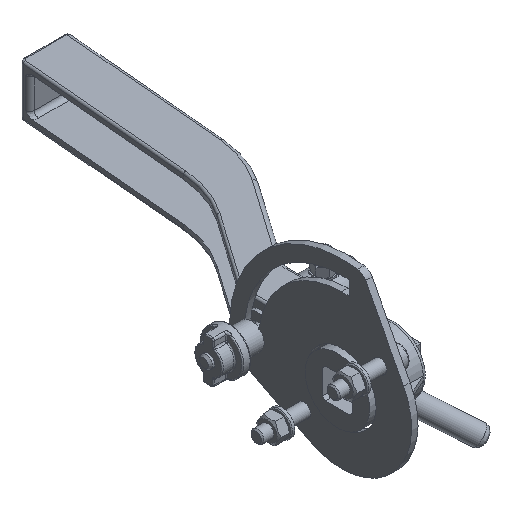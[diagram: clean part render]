
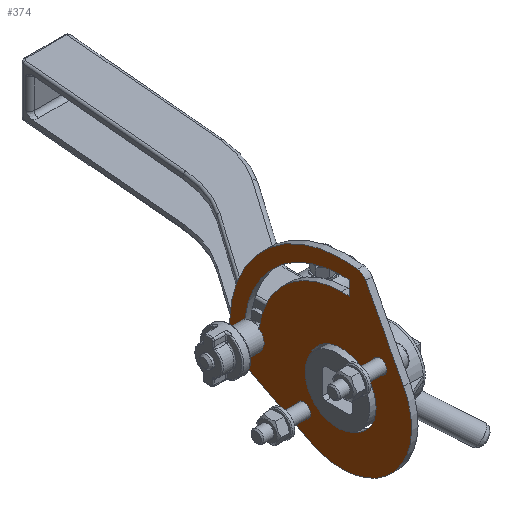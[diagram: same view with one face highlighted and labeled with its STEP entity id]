
A CAD part, isometric view. The second image highlights one B-rep face of the part: STEP entity #374.
In plain terms, the highlighted planar face has unit normal (-1, 0, 0).
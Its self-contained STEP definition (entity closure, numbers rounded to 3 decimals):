
#73=CARTESIAN_POINT('',(0.,38.401,4.801));
#74=VERTEX_POINT('',#73);
#93=CARTESIAN_POINT('',(0.,45.001,5.196));
#94=VERTEX_POINT('',#93);
#194=CARTESIAN_POINT('',(0.,42.0,0.));
#195=DIRECTION('',(1.,0.,0.));
#196=DIRECTION('',(0.,-0.993,0.117));
#197=AXIS2_PLACEMENT_3D('',#194,#195,#196);
#198=CIRCLE('',#197,6.0);
#199=EDGE_CURVE('',#74,#94,#198,.T.);
#239=CARTESIAN_POINT('',(0.0,8.589,8.589));
#240=DIRECTION('',(1.0,0.0,0.0));
#241=DIRECTION('',(0.0,0.0,-1.0));
#242=AXIS2_PLACEMENT_3D('',#239,#240,#241);
#243=PLANE('',#242);
#244=CARTESIAN_POINT('',(0.0,-7.431,51.466));
#245=VERTEX_POINT('',#244);
#246=CARTESIAN_POINT('',(0.0,-11.148,48.834));
#247=VERTEX_POINT('',#246);
#248=CARTESIAN_POINT('',(0.0,-6.716,46.518));
#249=DIRECTION('',(1.,0.0,0.0));
#250=DIRECTION('',(0.0,-0.578,0.816));
#251=AXIS2_PLACEMENT_3D('',#248,#249,#250);
#252=CIRCLE('',#251,5.);
#253=EDGE_CURVE('',#245,#247,#252,.T.);
#254=ORIENTED_EDGE('',*,*,#253,.F.);
#255=CARTESIAN_POINT('',(0.0,51.466,-7.431));
#256=VERTEX_POINT('',#255);
#257=CARTESIAN_POINT('',(0.0,0.0,0.0));
#258=DIRECTION('',(-1.0,0.0,0.0));
#259=DIRECTION('',(0.0,-0.981,0.192));
#260=AXIS2_PLACEMENT_3D('',#257,#258,#259);
#261=CIRCLE('',#260,52.);
#262=EDGE_CURVE('',#245,#256,#261,.T.);
#263=ORIENTED_EDGE('',*,*,#262,.T.);
#264=CARTESIAN_POINT('',(0.0,48.834,-11.148));
#265=VERTEX_POINT('',#264);
#266=CARTESIAN_POINT('',(0.0,46.518,-6.716));
#267=DIRECTION('',(1.,0.0,0.0));
#268=DIRECTION('',(0.0,0.816,-0.578));
#269=AXIS2_PLACEMENT_3D('',#266,#267,#268);
#270=CIRCLE('',#269,5.);
#271=EDGE_CURVE('',#265,#256,#270,.T.);
#272=ORIENTED_EDGE('',*,*,#271,.F.);
#273=CARTESIAN_POINT('',(0.0,15.054,-28.803));
#274=VERTEX_POINT('',#273);
#275=CARTESIAN_POINT('',(0.0,48.834,-11.148));
#276=DIRECTION('',(0.0,-0.886,-0.463));
#277=VECTOR('',#276,38.115);
#278=LINE('',#275,#277);
#279=EDGE_CURVE('',#265,#274,#278,.T.);
#280=ORIENTED_EDGE('',*,*,#279,.T.);
#281=CARTESIAN_POINT('',(0.0,-28.803,15.054));
#282=VERTEX_POINT('',#281);
#283=CARTESIAN_POINT('',(0.0,0.0,0.0));
#284=DIRECTION('',(-1.0,0.0,0.0));
#285=DIRECTION('',(0.0,0.886,-0.463));
#286=AXIS2_PLACEMENT_3D('',#283,#284,#285);
#287=CIRCLE('',#286,32.5);
#288=EDGE_CURVE('',#274,#282,#287,.T.);
#289=ORIENTED_EDGE('',*,*,#288,.T.);
#290=CARTESIAN_POINT('',(0.0,-28.803,15.054));
#291=DIRECTION('',(0.0,0.463,0.886));
#292=VECTOR('',#291,38.115);
#293=LINE('',#290,#292);
#294=EDGE_CURVE('',#282,#247,#293,.T.);
#295=ORIENTED_EDGE('',*,*,#294,.T.);
#296=EDGE_LOOP('',(#254,#263,#272,#280,#289,#295));
#297=FACE_OUTER_BOUND('',#296,.T.);
#298=CARTESIAN_POINT('',(0.0,16.0,0.));
#299=VERTEX_POINT('',#298);
#300=CARTESIAN_POINT('',(0.0,0.0,0.0));
#301=DIRECTION('',(1.0,0.0,0.0));
#302=DIRECTION('',(0.0,-1.0,0.0));
#303=AXIS2_PLACEMENT_3D('',#300,#301,#302);
#304=CIRCLE('',#303,16.0);
#305=EDGE_CURVE('',#299,#299,#304,.T.);
#306=ORIENTED_EDGE('',*,*,#305,.T.);
#307=EDGE_LOOP('',(#306));
#308=FACE_BOUND('',#307,.T.);
#309=CARTESIAN_POINT('',(0.0,-14.428,17.678));
#310=VERTEX_POINT('',#309);
#311=CARTESIAN_POINT('',(0.0,-17.678,17.678));
#312=DIRECTION('',(1.0,0.0,0.0));
#313=DIRECTION('',(0.0,-1.0,0.0));
#314=AXIS2_PLACEMENT_3D('',#311,#312,#313);
#315=CIRCLE('',#314,3.25);
#316=EDGE_CURVE('',#310,#310,#315,.T.);
#317=ORIENTED_EDGE('',*,*,#316,.T.);
#318=EDGE_LOOP('',(#317));
#319=FACE_BOUND('',#318,.T.);
#320=ORIENTED_EDGE('',*,*,#199,.T.);
#321=CARTESIAN_POINT('',(0.0,0.,45.3));
#322=VERTEX_POINT('',#321);
#323=CARTESIAN_POINT('',(0.0,0.0,0.0));
#324=DIRECTION('',(1.0,0.0,0.0));
#325=DIRECTION('',(0.0,1.0,0.0));
#326=AXIS2_PLACEMENT_3D('',#323,#324,#325);
#327=CIRCLE('',#326,45.3);
#328=EDGE_CURVE('',#94,#322,#327,.T.);
#329=ORIENTED_EDGE('',*,*,#328,.T.);
#330=CARTESIAN_POINT('',(0.0,-3.5,45.3));
#331=VERTEX_POINT('',#330);
#332=CARTESIAN_POINT('',(0.0,0.,45.3));
#333=DIRECTION('',(0.0,-1.0,0.0));
#334=VECTOR('',#333,3.5);
#335=LINE('',#332,#334);
#336=EDGE_CURVE('',#322,#331,#335,.T.);
#337=ORIENTED_EDGE('',*,*,#336,.T.);
#338=CARTESIAN_POINT('',(0.0,-3.5,38.7));
#339=VERTEX_POINT('',#338);
#340=CARTESIAN_POINT('',(0.0,-3.5,45.3));
#341=DIRECTION('',(0.0,0.0,-1.0));
#342=VECTOR('',#341,6.6);
#343=LINE('',#340,#342);
#344=EDGE_CURVE('',#331,#339,#343,.T.);
#345=ORIENTED_EDGE('',*,*,#344,.T.);
#346=CARTESIAN_POINT('',(0.0,0.,38.7));
#347=VERTEX_POINT('',#346);
#348=CARTESIAN_POINT('',(0.0,-3.5,38.7));
#349=DIRECTION('',(0.0,1.0,0.0));
#350=VECTOR('',#349,3.5);
#351=LINE('',#348,#350);
#352=EDGE_CURVE('',#339,#347,#351,.T.);
#353=ORIENTED_EDGE('',*,*,#352,.T.);
#354=CARTESIAN_POINT('',(0.0,0.0,0.0));
#355=DIRECTION('',(-1.0,0.0,0.0));
#356=DIRECTION('',(0.0,-1.0,0.0));
#357=AXIS2_PLACEMENT_3D('',#354,#355,#356);
#358=CIRCLE('',#357,38.7);
#359=EDGE_CURVE('',#347,#74,#358,.T.);
#360=ORIENTED_EDGE('',*,*,#359,.T.);
#361=EDGE_LOOP('',(#320,#329,#337,#345,#353,#360));
#362=FACE_BOUND('',#361,.T.);
#363=CARTESIAN_POINT('',(0.0,20.928,-17.678));
#364=VERTEX_POINT('',#363);
#365=CARTESIAN_POINT('',(0.0,17.678,-17.678));
#366=DIRECTION('',(1.0,0.0,0.0));
#367=DIRECTION('',(0.0,-1.0,0.0));
#368=AXIS2_PLACEMENT_3D('',#365,#366,#367);
#369=CIRCLE('',#368,3.25);
#370=EDGE_CURVE('',#364,#364,#369,.T.);
#371=ORIENTED_EDGE('',*,*,#370,.T.);
#372=EDGE_LOOP('',(#371));
#373=FACE_BOUND('',#372,.T.);
#374=ADVANCED_FACE('',(#297,#308,#319,#362,#373),#243,.F.);
